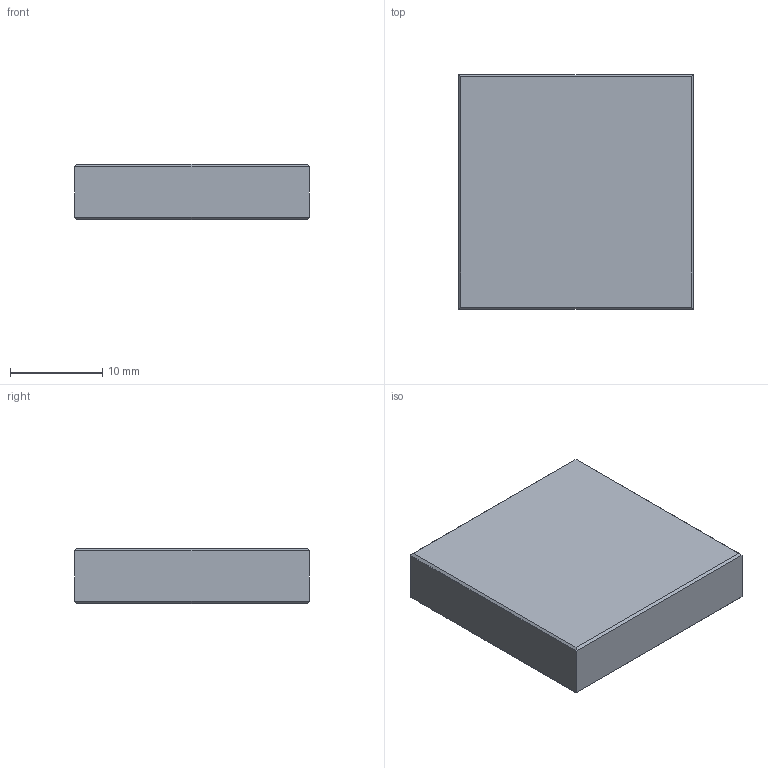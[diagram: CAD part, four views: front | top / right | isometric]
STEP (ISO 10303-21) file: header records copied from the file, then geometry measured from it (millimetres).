
FILE_DESCRIPTION (( 'STEP AP214' ), '1' );
FILE_NAME ('19098-E0W.STEP', '2011-01-05T21:37:46', ( 'Admin' ), ( 'Thorlabs, Inc.' ), 'SwSTEP 2.0', 'SolidWorks 2009', '' );
FILE_SCHEMA (( 'AUTOMOTIVE_DESIGN' ));
Length unit declared in the file: inch
Products named in the file (1): 19098-E0W
Bounding box: 25.4 x 25.4 x 6 mm (x, y, z)
Volume: 3864.6 mm3; surface area: 1870 mm2
Topology: 1 solids, 1 shells, 281 faces, 736 edges, 488 vertices
Faces by surface type: plane 157, bspline 124
Entity records: 23139 total; most frequent: CARTESIAN_POINT 13374, ORIENTED_EDGE 1472, DIRECTION 804, EDGE_CURVE 736, VECTOR 488, LINE 488, VERTEX_POINT 488, EDGE_LOOP 312
